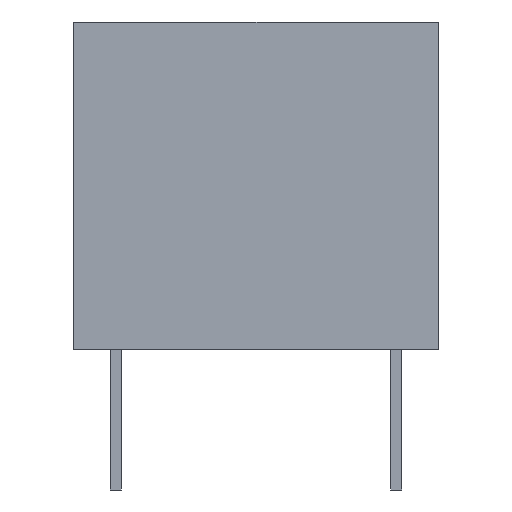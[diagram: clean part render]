
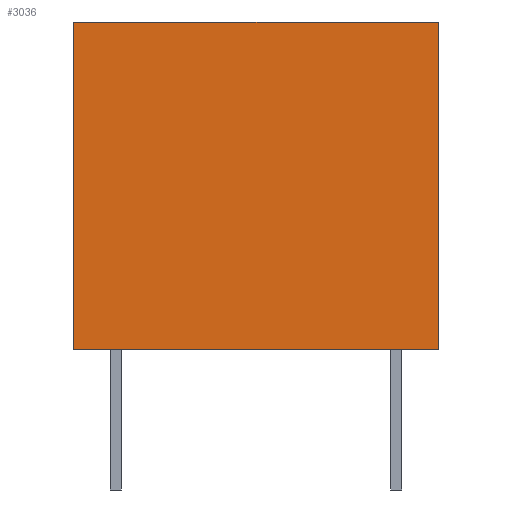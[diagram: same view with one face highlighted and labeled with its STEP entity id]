
A CAD part, left-side view. The second image highlights one B-rep face of the part: STEP entity #3036.
In plain terms, the highlighted planar face has unit normal (-1, 0, 0).
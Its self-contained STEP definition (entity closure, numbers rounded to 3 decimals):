
#2773 = EDGE_CURVE('',#2774,#2776,#2778,.T.);
#2774 = VERTEX_POINT('',#2775);
#2775 = CARTESIAN_POINT('',(1.4,0.13,0.));
#2776 = VERTEX_POINT('',#2777);
#2777 = CARTESIAN_POINT('',(1.4,0.13,8.9));
#2778 = SURFACE_CURVE('',#2779,(#2783,#2795),.PCURVE_S1.);
#2779 = LINE('',#2780,#2781);
#2780 = CARTESIAN_POINT('',(1.4,0.13,0.));
#2781 = VECTOR('',#2782,1.);
#2782 = DIRECTION('',(0.,0.,1.));
#2783 = PCURVE('',#2784,#2789);
#2784 = PLANE('',#2785);
#2785 = AXIS2_PLACEMENT_3D('',#2786,#2787,#2788);
#2786 = CARTESIAN_POINT('',(1.4,0.13,0.));
#2787 = DIRECTION('',(0.,1.,0.));
#2788 = DIRECTION('',(1.,0.,0.));
#2789 = DEFINITIONAL_REPRESENTATION('',(#2790),#2794);
#2790 = LINE('',#2791,#2792);
#2791 = CARTESIAN_POINT('',(0.,0.));
#2792 = VECTOR('',#2793,1.);
#2793 = DIRECTION('',(0.,-1.));
#2794 = ( GEOMETRIC_REPRESENTATION_CONTEXT(2) 
PARAMETRIC_REPRESENTATION_CONTEXT() REPRESENTATION_CONTEXT('2D SPACE',''
  ) );
#2795 = PCURVE('',#2796,#2801);
#2796 = PLANE('',#2797);
#2797 = AXIS2_PLACEMENT_3D('',#2798,#2799,#2800);
#2798 = CARTESIAN_POINT('',(1.4,10.03,0.));
#2799 = DIRECTION('',(1.,0.,0.));
#2800 = DIRECTION('',(0.,-1.,0.));
#2801 = DEFINITIONAL_REPRESENTATION('',(#2802),#2806);
#2802 = LINE('',#2803,#2804);
#2803 = CARTESIAN_POINT('',(9.9,0.));
#2804 = VECTOR('',#2805,1.);
#2805 = DIRECTION('',(0.,-1.));
#2806 = ( GEOMETRIC_REPRESENTATION_CONTEXT(2) 
PARAMETRIC_REPRESENTATION_CONTEXT() REPRESENTATION_CONTEXT('2D SPACE',''
  ) );
#2824 = PLANE('',#2825);
#2825 = AXIS2_PLACEMENT_3D('',#2826,#2827,#2828);
#2826 = CARTESIAN_POINT('',(12.7,5.08,8.9));
#2827 = DIRECTION('',(0.,0.,1.));
#2828 = DIRECTION('',(1.,0.,0.));
#2878 = PLANE('',#2879);
#2879 = AXIS2_PLACEMENT_3D('',#2880,#2881,#2882);
#2880 = CARTESIAN_POINT('',(12.7,5.08,0.));
#2881 = DIRECTION('',(0.,0.,1.));
#2882 = DIRECTION('',(1.,0.,0.));
#2933 = PLANE('',#2934);
#2934 = AXIS2_PLACEMENT_3D('',#2935,#2936,#2937);
#2935 = CARTESIAN_POINT('',(24.,10.03,0.));
#2936 = DIRECTION('',(0.,-1.,0.));
#2937 = DIRECTION('',(-1.,0.,0.));
#2971 = VERTEX_POINT('',#2972);
#2972 = CARTESIAN_POINT('',(1.4,10.03,8.9));
#2993 = EDGE_CURVE('',#2994,#2971,#2996,.T.);
#2994 = VERTEX_POINT('',#2995);
#2995 = CARTESIAN_POINT('',(1.4,10.03,0.));
#2996 = SURFACE_CURVE('',#2997,(#3001,#3008),.PCURVE_S1.);
#2997 = LINE('',#2998,#2999);
#2998 = CARTESIAN_POINT('',(1.4,10.03,0.));
#2999 = VECTOR('',#3000,1.);
#3000 = DIRECTION('',(0.,0.,1.));
#3001 = PCURVE('',#2933,#3002);
#3002 = DEFINITIONAL_REPRESENTATION('',(#3003),#3007);
#3003 = LINE('',#3004,#3005);
#3004 = CARTESIAN_POINT('',(22.6,0.));
#3005 = VECTOR('',#3006,1.);
#3006 = DIRECTION('',(0.,-1.));
#3007 = ( GEOMETRIC_REPRESENTATION_CONTEXT(2) 
PARAMETRIC_REPRESENTATION_CONTEXT() REPRESENTATION_CONTEXT('2D SPACE',''
  ) );
#3008 = PCURVE('',#2796,#3009);
#3009 = DEFINITIONAL_REPRESENTATION('',(#3010),#3014);
#3010 = LINE('',#3011,#3012);
#3011 = CARTESIAN_POINT('',(0.,0.));
#3012 = VECTOR('',#3013,1.);
#3013 = DIRECTION('',(0.,-1.));
#3014 = ( GEOMETRIC_REPRESENTATION_CONTEXT(2) 
PARAMETRIC_REPRESENTATION_CONTEXT() REPRESENTATION_CONTEXT('2D SPACE',''
  ) );
#3036 = ADVANCED_FACE('',(#3037),#2796,.F.);
#3037 = FACE_BOUND('',#3038,.F.);
#3038 = EDGE_LOOP('',(#3039,#3040,#3061,#3062));
#3039 = ORIENTED_EDGE('',*,*,#2993,.T.);
#3040 = ORIENTED_EDGE('',*,*,#3041,.T.);
#3041 = EDGE_CURVE('',#2971,#2776,#3042,.T.);
#3042 = SURFACE_CURVE('',#3043,(#3047,#3054),.PCURVE_S1.);
#3043 = LINE('',#3044,#3045);
#3044 = CARTESIAN_POINT('',(1.4,10.03,8.9));
#3045 = VECTOR('',#3046,1.);
#3046 = DIRECTION('',(0.,-1.,0.));
#3047 = PCURVE('',#2796,#3048);
#3048 = DEFINITIONAL_REPRESENTATION('',(#3049),#3053);
#3049 = LINE('',#3050,#3051);
#3050 = CARTESIAN_POINT('',(0.,-8.9));
#3051 = VECTOR('',#3052,1.);
#3052 = DIRECTION('',(1.,0.));
#3053 = ( GEOMETRIC_REPRESENTATION_CONTEXT(2) 
PARAMETRIC_REPRESENTATION_CONTEXT() REPRESENTATION_CONTEXT('2D SPACE',''
  ) );
#3054 = PCURVE('',#2824,#3055);
#3055 = DEFINITIONAL_REPRESENTATION('',(#3056),#3060);
#3056 = LINE('',#3057,#3058);
#3057 = CARTESIAN_POINT('',(-11.3,4.95));
#3058 = VECTOR('',#3059,1.);
#3059 = DIRECTION('',(0.,-1.));
#3060 = ( GEOMETRIC_REPRESENTATION_CONTEXT(2) 
PARAMETRIC_REPRESENTATION_CONTEXT() REPRESENTATION_CONTEXT('2D SPACE',''
  ) );
#3061 = ORIENTED_EDGE('',*,*,#2773,.F.);
#3062 = ORIENTED_EDGE('',*,*,#3063,.F.);
#3063 = EDGE_CURVE('',#2994,#2774,#3064,.T.);
#3064 = SURFACE_CURVE('',#3065,(#3069,#3076),.PCURVE_S1.);
#3065 = LINE('',#3066,#3067);
#3066 = CARTESIAN_POINT('',(1.4,10.03,0.));
#3067 = VECTOR('',#3068,1.);
#3068 = DIRECTION('',(0.,-1.,0.));
#3069 = PCURVE('',#2796,#3070);
#3070 = DEFINITIONAL_REPRESENTATION('',(#3071),#3075);
#3071 = LINE('',#3072,#3073);
#3072 = CARTESIAN_POINT('',(0.,0.));
#3073 = VECTOR('',#3074,1.);
#3074 = DIRECTION('',(1.,0.));
#3075 = ( GEOMETRIC_REPRESENTATION_CONTEXT(2) 
PARAMETRIC_REPRESENTATION_CONTEXT() REPRESENTATION_CONTEXT('2D SPACE',''
  ) );
#3076 = PCURVE('',#2878,#3077);
#3077 = DEFINITIONAL_REPRESENTATION('',(#3078),#3082);
#3078 = LINE('',#3079,#3080);
#3079 = CARTESIAN_POINT('',(-11.3,4.95));
#3080 = VECTOR('',#3081,1.);
#3081 = DIRECTION('',(0.,-1.));
#3082 = ( GEOMETRIC_REPRESENTATION_CONTEXT(2) 
PARAMETRIC_REPRESENTATION_CONTEXT() REPRESENTATION_CONTEXT('2D SPACE',''
  ) );
